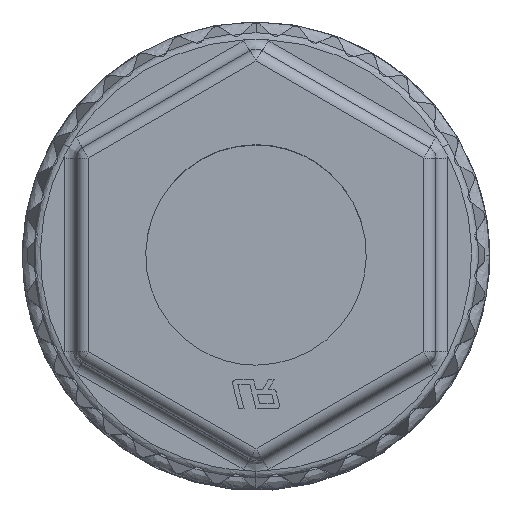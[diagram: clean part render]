
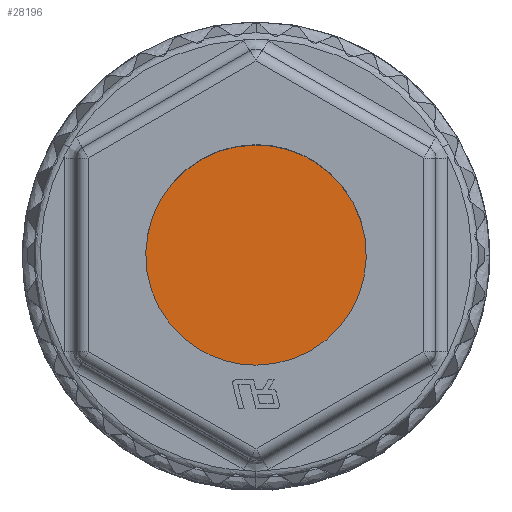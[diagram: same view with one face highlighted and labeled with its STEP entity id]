
A CAD part, top view. The second image highlights one B-rep face of the part: STEP entity #28196.
In plain terms, the highlighted planar face has unit normal (0, 0, 1).
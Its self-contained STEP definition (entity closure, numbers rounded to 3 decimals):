
#27622=AXIS2_PLACEMENT_3D('Circle Axis2P3D',#27620,#27621,$) ;
#27629=AXIS2_PLACEMENT_3D('Circle Axis2P3D',#27627,#27628,$) ;
#27655=AXIS2_PLACEMENT_3D('Circle Axis2P3D',#27653,#27654,$) ;
#27662=AXIS2_PLACEMENT_3D('Circle Axis2P3D',#27660,#27661,$) ;
#28188=AXIS2_PLACEMENT_3D('Plane Axis2P3D',#28185,#28186,#28187) ;
#27617=CARTESIAN_POINT('Vertex',(9.75,14.35,39.645)) ;
#27620=CARTESIAN_POINT('Axis2P3D Location',(9.75,9.75,39.645)) ;
#27624=CARTESIAN_POINT('Vertex',(12.19,13.65,39.645)) ;
#27627=CARTESIAN_POINT('Axis2P3D Location',(9.75,9.75,39.645)) ;
#27631=CARTESIAN_POINT('Vertex',(9.75,5.15,39.645)) ;
#27653=CARTESIAN_POINT('Axis2P3D Location',(9.75,9.75,39.645)) ;
#27657=CARTESIAN_POINT('Vertex',(7.31,5.85,39.645)) ;
#27660=CARTESIAN_POINT('Axis2P3D Location',(9.75,9.75,39.645)) ;
#28185=CARTESIAN_POINT('Axis2P3D Location',(9.75,9.75,39.645)) ;
#27621=DIRECTION('Axis2P3D Direction',(0.,0.,1.)) ;
#27628=DIRECTION('Axis2P3D Direction',(0.,0.,1.)) ;
#27654=DIRECTION('Axis2P3D Direction',(0.,0.,1.)) ;
#27661=DIRECTION('Axis2P3D Direction',(0.,0.,1.)) ;
#28186=DIRECTION('Axis2P3D Direction',(0.,0.,1.)) ;
#28187=DIRECTION('Axis2P3D XDirection',(0.,1.,0.)) ;
#28191=ORIENTED_EDGE('',*,*,#27626,.F.) ;
#28192=ORIENTED_EDGE('',*,*,#27664,.F.) ;
#28193=ORIENTED_EDGE('',*,*,#27659,.F.) ;
#28194=ORIENTED_EDGE('',*,*,#27633,.F.) ;
#28196=ADVANCED_FACE('Hauptkoerper',(#28195),#28189,.T.) ;
#27623=CIRCLE('generated circle',#27622,4.6) ;
#27630=CIRCLE('generated circle',#27629,4.6) ;
#27656=CIRCLE('generated circle',#27655,4.6) ;
#27663=CIRCLE('generated circle',#27662,4.6) ;
#27626=EDGE_CURVE('',#27618,#27625,#27623,.F.) ;
#27633=EDGE_CURVE('',#27625,#27632,#27630,.F.) ;
#27659=EDGE_CURVE('',#27632,#27658,#27656,.F.) ;
#27664=EDGE_CURVE('',#27658,#27618,#27663,.F.) ;
#28190=EDGE_LOOP('',(#28191,#28192,#28193,#28194)) ;
#28195=FACE_OUTER_BOUND('',#28190,.T.) ;
#28189=PLANE('',#28188) ;
#27618=VERTEX_POINT('',#27617) ;
#27625=VERTEX_POINT('',#27624) ;
#27632=VERTEX_POINT('',#27631) ;
#27658=VERTEX_POINT('',#27657) ;
